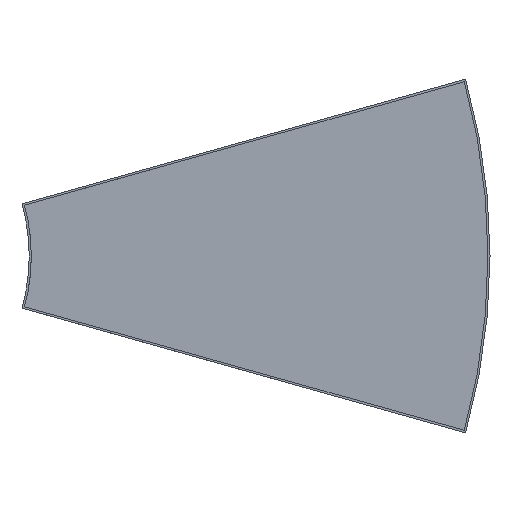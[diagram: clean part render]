
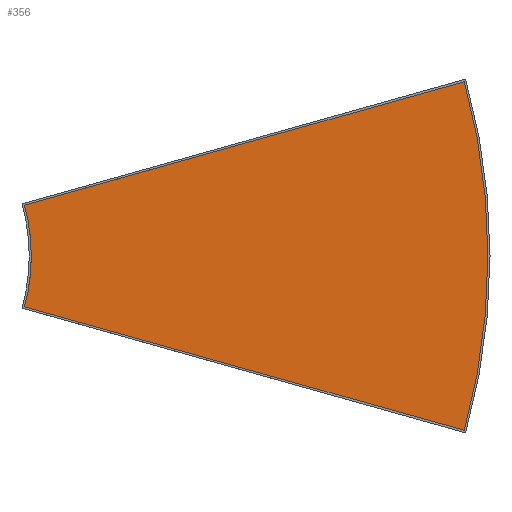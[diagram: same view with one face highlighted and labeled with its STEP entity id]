
A CAD part, top view. The second image highlights one B-rep face of the part: STEP entity #356.
In plain terms, the highlighted planar face has unit normal (0, 0, 1).
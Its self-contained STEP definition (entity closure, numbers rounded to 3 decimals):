
#295=CARTESIAN_POINT('Axis2P3D Location',(0.,0.,1.)) ;
#301=CARTESIAN_POINT('Control Point',(95.714,0.,1.)) ;
#302=CARTESIAN_POINT('Control Point',(95.714,6.302,1.)) ;
#303=CARTESIAN_POINT('Control Point',(95.161,12.604,1.)) ;
#304=CARTESIAN_POINT('Control Point',(94.054,18.832,1.)) ;
#305=CARTESIAN_POINT('Control Point',(92.414,24.917,1.)) ;
#306=CARTESIAN_POINT('Vertex',(95.714,0.,1.)) ;
#308=CARTESIAN_POINT('Vertex',(92.414,24.917,1.)) ;
#312=CARTESIAN_POINT('Control Point',(92.414,-24.917,1.)) ;
#313=CARTESIAN_POINT('Control Point',(94.054,-18.832,1.)) ;
#314=CARTESIAN_POINT('Control Point',(95.161,-12.604,1.)) ;
#315=CARTESIAN_POINT('Control Point',(95.714,-6.302,1.)) ;
#316=CARTESIAN_POINT('Control Point',(95.714,0.,1.)) ;
#317=CARTESIAN_POINT('Vertex',(92.414,-24.917,1.)) ;
#321=CARTESIAN_POINT('Control Point',(92.414,-24.917,1.)) ;
#322=CARTESIAN_POINT('Control Point',(307.938,-85.449,1.)) ;
#323=CARTESIAN_POINT('Vertex',(307.938,-85.449,1.)) ;
#327=CARTESIAN_POINT('Control Point',(307.938,-85.449,1.)) ;
#328=CARTESIAN_POINT('Control Point',(313.72,-64.611,1.)) ;
#329=CARTESIAN_POINT('Control Point',(317.622,-43.251,1.)) ;
#330=CARTESIAN_POINT('Control Point',(319.573,-21.625,1.)) ;
#331=CARTESIAN_POINT('Control Point',(319.573,0.,1.)) ;
#332=CARTESIAN_POINT('Vertex',(319.573,0.,1.)) ;
#336=CARTESIAN_POINT('Control Point',(319.573,0.,1.)) ;
#337=CARTESIAN_POINT('Control Point',(319.573,21.625,1.)) ;
#338=CARTESIAN_POINT('Control Point',(317.622,43.251,1.)) ;
#339=CARTESIAN_POINT('Control Point',(313.72,64.611,1.)) ;
#340=CARTESIAN_POINT('Control Point',(307.938,85.449,1.)) ;
#341=CARTESIAN_POINT('Vertex',(307.938,85.449,1.)) ;
#345=CARTESIAN_POINT('Control Point',(92.414,24.917,1.)) ;
#346=CARTESIAN_POINT('Control Point',(307.938,85.449,1.)) ;
#296=DIRECTION('Axis2P3D Direction',(0.,0.,1.)) ;
#297=DIRECTION('Axis2P3D XDirection',(1.,0.,0.)) ;
#298=AXIS2_PLACEMENT_3D('Plane Axis2P3D',#295,#296,#297) ;
#299=PLANE('',#298) ;
#310=EDGE_CURVE('',#307,#309,#300,.T.) ;
#319=EDGE_CURVE('',#318,#307,#311,.T.) ;
#325=EDGE_CURVE('',#318,#324,#320,.T.) ;
#334=EDGE_CURVE('',#324,#333,#326,.T.) ;
#343=EDGE_CURVE('',#333,#342,#335,.T.) ;
#347=EDGE_CURVE('',#309,#342,#344,.T.) ;
#349=ORIENTED_EDGE('',*,*,#310,.F.) ;
#350=ORIENTED_EDGE('',*,*,#319,.F.) ;
#351=ORIENTED_EDGE('',*,*,#325,.T.) ;
#352=ORIENTED_EDGE('',*,*,#334,.T.) ;
#353=ORIENTED_EDGE('',*,*,#343,.T.) ;
#354=ORIENTED_EDGE('',*,*,#347,.F.) ;
#348=EDGE_LOOP('',(#349,#350,#351,#352,#353,#354)) ;
#307=VERTEX_POINT('',#306) ;
#309=VERTEX_POINT('',#308) ;
#318=VERTEX_POINT('',#317) ;
#324=VERTEX_POINT('',#323) ;
#333=VERTEX_POINT('',#332) ;
#342=VERTEX_POINT('',#341) ;
#356=ADVANCED_FACE('PartBody',(#355),#299,.T.) ;
#300=B_SPLINE_CURVE_WITH_KNOTS('',4,(#301,#302,#303,#304,#305),.UNSPECIFIED.,.F.,.U.,(5,5),(0.,25.207),.UNSPECIFIED.) ;
#311=B_SPLINE_CURVE_WITH_KNOTS('',4,(#312,#313,#314,#315,#316),.UNSPECIFIED.,.F.,.U.,(5,5),(576.182,601.389),.UNSPECIFIED.) ;
#320=B_SPLINE_CURVE_WITH_KNOTS('',1,(#321,#322),.UNSPECIFIED.,.F.,.U.,(2,2),(-111.931,111.931),.UNSPECIFIED.) ;
#326=B_SPLINE_CURVE_WITH_KNOTS('',4,(#327,#328,#329,#330,#331),.UNSPECIFIED.,.F.,.U.,(5,5),(1921.437,2007.939),.UNSPECIFIED.) ;
#335=B_SPLINE_CURVE_WITH_KNOTS('',4,(#336,#337,#338,#339,#340),.UNSPECIFIED.,.F.,.U.,(5,5),(0.,86.502),.UNSPECIFIED.) ;
#344=B_SPLINE_CURVE_WITH_KNOTS('',1,(#345,#346),.UNSPECIFIED.,.F.,.U.,(2,2),(-111.931,111.931),.UNSPECIFIED.) ;
#355=FACE_OUTER_BOUND('',#348,.T.) ;
